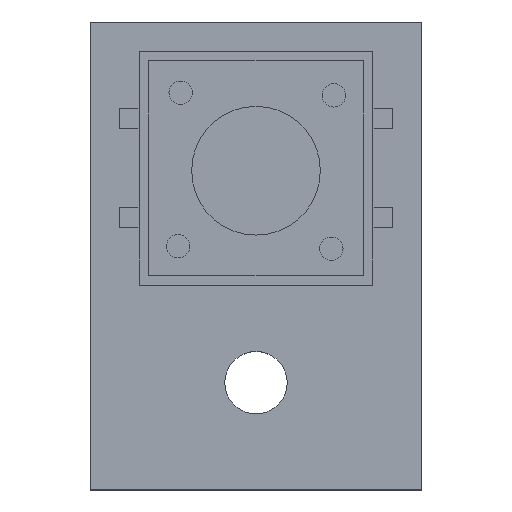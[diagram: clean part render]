
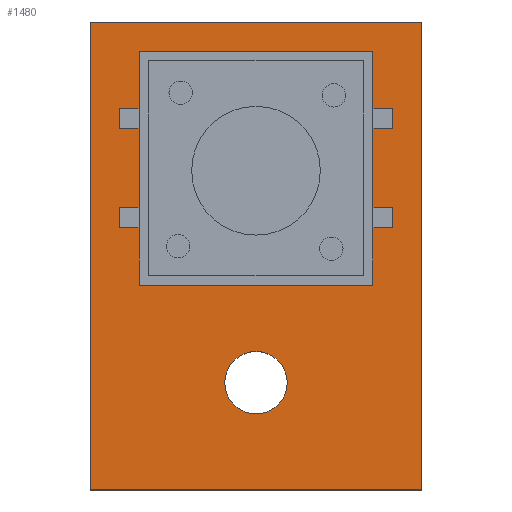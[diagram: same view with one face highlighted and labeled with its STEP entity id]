
A CAD part, top view. The second image highlights one B-rep face of the part: STEP entity #1480.
In plain terms, the highlighted planar face has unit normal (0, 0, 1).
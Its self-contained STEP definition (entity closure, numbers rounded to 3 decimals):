
#20=FACE_BOUND('',#246,.T.);
#21=FACE_BOUND('',#247,.T.);
#85=PLANE('',#1587);
#162=FACE_OUTER_BOUND('',#245,.T.);
#245=EDGE_LOOP('',(#1199,#1200,#1201,#1202));
#246=EDGE_LOOP('',(#1203));
#247=EDGE_LOOP('',(#1204,#1205,#1206,#1207,#1208,#1209,#1210,#1211,#1212,
#1213,#1214,#1215,#1216,#1217,#1218,#1219,#1220,#1221,#1222,#1223));
#289=CIRCLE('',#1588,1.6);
#369=LINE('',#2216,#527);
#373=LINE('',#2224,#531);
#376=LINE('',#2230,#534);
#380=LINE('',#2239,#538);
#384=LINE('',#2247,#542);
#387=LINE('',#2253,#545);
#391=LINE('',#2262,#549);
#395=LINE('',#2270,#553);
#398=LINE('',#2276,#556);
#402=LINE('',#2285,#560);
#406=LINE('',#2293,#564);
#409=LINE('',#2299,#567);
#413=LINE('',#2308,#571);
#414=LINE('',#2310,#572);
#415=LINE('',#2312,#573);
#416=LINE('',#2313,#574);
#417=LINE('',#2316,#575);
#418=LINE('',#2318,#576);
#419=LINE('',#2320,#577);
#420=LINE('',#2321,#578);
#421=LINE('',#2322,#579);
#422=LINE('',#2324,#580);
#423=LINE('',#2326,#581);
#424=LINE('',#2327,#582);
#527=VECTOR('',#1786,10.);
#531=VECTOR('',#1792,10.);
#534=VECTOR('',#1797,10.);
#538=VECTOR('',#1805,10.);
#542=VECTOR('',#1811,10.);
#545=VECTOR('',#1816,10.);
#549=VECTOR('',#1824,10.);
#553=VECTOR('',#1830,10.);
#556=VECTOR('',#1835,10.);
#560=VECTOR('',#1843,10.);
#564=VECTOR('',#1849,10.);
#567=VECTOR('',#1854,10.);
#571=VECTOR('',#1862,10.);
#572=VECTOR('',#1863,10.);
#573=VECTOR('',#1864,10.);
#574=VECTOR('',#1865,10.);
#575=VECTOR('',#1868,10.);
#576=VECTOR('',#1869,10.);
#577=VECTOR('',#1870,10.);
#578=VECTOR('',#1871,10.);
#579=VECTOR('',#1872,10.);
#580=VECTOR('',#1873,10.);
#581=VECTOR('',#1874,10.);
#582=VECTOR('',#1875,10.);
#693=VERTEX_POINT('',#2214);
#694=VERTEX_POINT('',#2215);
#697=VERTEX_POINT('',#2223);
#699=VERTEX_POINT('',#2229);
#701=VERTEX_POINT('',#2237);
#702=VERTEX_POINT('',#2238);
#705=VERTEX_POINT('',#2246);
#707=VERTEX_POINT('',#2252);
#709=VERTEX_POINT('',#2260);
#710=VERTEX_POINT('',#2261);
#713=VERTEX_POINT('',#2269);
#715=VERTEX_POINT('',#2275);
#717=VERTEX_POINT('',#2283);
#718=VERTEX_POINT('',#2284);
#721=VERTEX_POINT('',#2292);
#723=VERTEX_POINT('',#2298);
#725=VERTEX_POINT('',#2306);
#726=VERTEX_POINT('',#2307);
#727=VERTEX_POINT('',#2309);
#728=VERTEX_POINT('',#2311);
#729=VERTEX_POINT('',#2314);
#730=VERTEX_POINT('',#2317);
#731=VERTEX_POINT('',#2319);
#732=VERTEX_POINT('',#2323);
#733=VERTEX_POINT('',#2325);
#853=EDGE_CURVE('',#693,#694,#369,.T.);
#857=EDGE_CURVE('',#694,#697,#373,.T.);
#860=EDGE_CURVE('',#697,#699,#376,.T.);
#864=EDGE_CURVE('',#701,#702,#380,.T.);
#868=EDGE_CURVE('',#702,#705,#384,.T.);
#871=EDGE_CURVE('',#707,#701,#387,.T.);
#875=EDGE_CURVE('',#709,#710,#391,.T.);
#879=EDGE_CURVE('',#710,#713,#395,.T.);
#882=EDGE_CURVE('',#715,#709,#398,.T.);
#886=EDGE_CURVE('',#717,#718,#402,.T.);
#890=EDGE_CURVE('',#718,#721,#406,.T.);
#893=EDGE_CURVE('',#721,#723,#409,.T.);
#897=EDGE_CURVE('',#725,#726,#413,.T.);
#898=EDGE_CURVE('',#726,#727,#414,.T.);
#899=EDGE_CURVE('',#727,#728,#415,.T.);
#900=EDGE_CURVE('',#728,#725,#416,.T.);
#901=EDGE_CURVE('',#729,#729,#289,.T.);
#902=EDGE_CURVE('',#699,#717,#417,.T.);
#903=EDGE_CURVE('',#723,#730,#418,.T.);
#904=EDGE_CURVE('',#730,#731,#419,.T.);
#905=EDGE_CURVE('',#731,#707,#420,.T.);
#906=EDGE_CURVE('',#705,#715,#421,.T.);
#907=EDGE_CURVE('',#713,#732,#422,.T.);
#908=EDGE_CURVE('',#732,#733,#423,.T.);
#909=EDGE_CURVE('',#733,#693,#424,.T.);
#1199=ORIENTED_EDGE('',*,*,#897,.T.);
#1200=ORIENTED_EDGE('',*,*,#898,.T.);
#1201=ORIENTED_EDGE('',*,*,#899,.T.);
#1202=ORIENTED_EDGE('',*,*,#900,.T.);
#1203=ORIENTED_EDGE('',*,*,#901,.T.);
#1204=ORIENTED_EDGE('',*,*,#853,.T.);
#1205=ORIENTED_EDGE('',*,*,#857,.T.);
#1206=ORIENTED_EDGE('',*,*,#860,.T.);
#1207=ORIENTED_EDGE('',*,*,#902,.T.);
#1208=ORIENTED_EDGE('',*,*,#886,.T.);
#1209=ORIENTED_EDGE('',*,*,#890,.T.);
#1210=ORIENTED_EDGE('',*,*,#893,.T.);
#1211=ORIENTED_EDGE('',*,*,#903,.T.);
#1212=ORIENTED_EDGE('',*,*,#904,.T.);
#1213=ORIENTED_EDGE('',*,*,#905,.T.);
#1214=ORIENTED_EDGE('',*,*,#871,.T.);
#1215=ORIENTED_EDGE('',*,*,#864,.T.);
#1216=ORIENTED_EDGE('',*,*,#868,.T.);
#1217=ORIENTED_EDGE('',*,*,#906,.T.);
#1218=ORIENTED_EDGE('',*,*,#882,.T.);
#1219=ORIENTED_EDGE('',*,*,#875,.T.);
#1220=ORIENTED_EDGE('',*,*,#879,.T.);
#1221=ORIENTED_EDGE('',*,*,#907,.T.);
#1222=ORIENTED_EDGE('',*,*,#908,.T.);
#1223=ORIENTED_EDGE('',*,*,#909,.T.);
#1480=ADVANCED_FACE('',(#162,#20,#21),#85,.T.);
#1587=AXIS2_PLACEMENT_3D('',#2305,#1860,#1861);
#1588=AXIS2_PLACEMENT_3D('',#2315,#1866,#1867);
#1786=DIRECTION('',(1.,0.,0.));
#1792=DIRECTION('',(0.,-1.,0.));
#1797=DIRECTION('',(-1.,0.,0.));
#1805=DIRECTION('',(0.,1.,0.));
#1811=DIRECTION('',(1.,0.,0.));
#1816=DIRECTION('',(-1.,0.,0.));
#1824=DIRECTION('',(0.,1.,0.));
#1830=DIRECTION('',(1.,0.,0.));
#1835=DIRECTION('',(-1.,0.,0.));
#1843=DIRECTION('',(1.,0.,0.));
#1849=DIRECTION('',(0.,-1.,0.));
#1854=DIRECTION('',(-1.,0.,0.));
#1860=DIRECTION('center_axis',(0.,0.,1.));
#1861=DIRECTION('ref_axis',(1.,0.,0.));
#1862=DIRECTION('',(-1.,0.,0.));
#1863=DIRECTION('',(0.,-1.,0.));
#1864=DIRECTION('',(1.,0.,0.));
#1865=DIRECTION('',(0.,1.,0.));
#1866=DIRECTION('center_axis',(0.,0.,-1.));
#1867=DIRECTION('ref_axis',(-1.,0.,0.));
#1868=DIRECTION('',(0.,-1.,0.));
#1869=DIRECTION('',(0.,-1.,0.));
#1870=DIRECTION('',(-1.,0.,0.));
#1871=DIRECTION('',(0.,1.,0.));
#1872=DIRECTION('',(0.,1.,0.));
#1873=DIRECTION('',(0.,1.,0.));
#1874=DIRECTION('',(1.,0.,0.));
#1875=DIRECTION('',(0.,-1.,0.));
#2214=CARTESIAN_POINT('',(6.,7.54,1.6));
#2215=CARTESIAN_POINT('',(7.,7.54,1.6));
#2216=CARTESIAN_POINT('',(3.5,7.54,1.6));
#2223=CARTESIAN_POINT('',(7.,6.54,1.6));
#2224=CARTESIAN_POINT('',(7.,3.27,1.6));
#2229=CARTESIAN_POINT('',(6.,6.54,1.6));
#2230=CARTESIAN_POINT('',(3.,6.54,1.6));
#2237=CARTESIAN_POINT('',(-7.,1.46,1.6));
#2238=CARTESIAN_POINT('',(-7.,2.46,1.6));
#2239=CARTESIAN_POINT('',(-7.,1.23,1.6));
#2246=CARTESIAN_POINT('',(-6.,2.46,1.6));
#2247=CARTESIAN_POINT('',(-3.,2.46,1.6));
#2252=CARTESIAN_POINT('',(-6.,1.46,1.6));
#2253=CARTESIAN_POINT('',(-3.5,1.46,1.6));
#2260=CARTESIAN_POINT('',(-7.,6.54,1.6));
#2261=CARTESIAN_POINT('',(-7.,7.54,1.6));
#2262=CARTESIAN_POINT('',(-7.,3.77,1.6));
#2269=CARTESIAN_POINT('',(-6.,7.54,1.6));
#2270=CARTESIAN_POINT('',(-3.,7.54,1.6));
#2275=CARTESIAN_POINT('',(-6.,6.54,1.6));
#2276=CARTESIAN_POINT('',(-3.5,6.54,1.6));
#2283=CARTESIAN_POINT('',(6.,2.46,1.6));
#2284=CARTESIAN_POINT('',(7.,2.46,1.6));
#2285=CARTESIAN_POINT('',(3.5,2.46,1.6));
#2292=CARTESIAN_POINT('',(7.,1.46,1.6));
#2293=CARTESIAN_POINT('',(7.,0.73,1.6));
#2298=CARTESIAN_POINT('',(6.,1.46,1.6));
#2299=CARTESIAN_POINT('',(3.,1.46,1.6));
#2305=CARTESIAN_POINT('Origin',(0.,0.,1.6));
#2306=CARTESIAN_POINT('',(8.5,12.,1.6));
#2307=CARTESIAN_POINT('',(-8.5,12.,1.6));
#2308=CARTESIAN_POINT('',(-8.5,12.,1.6));
#2309=CARTESIAN_POINT('',(-8.5,-12.,1.6));
#2310=CARTESIAN_POINT('',(-8.5,-12.,1.6));
#2311=CARTESIAN_POINT('',(8.5,-12.,1.6));
#2312=CARTESIAN_POINT('',(8.5,-12.,1.6));
#2313=CARTESIAN_POINT('',(8.5,12.,1.6));
#2314=CARTESIAN_POINT('',(1.6,-6.5,1.6));
#2315=CARTESIAN_POINT('Origin',(0.,-6.5,1.6));
#2316=CARTESIAN_POINT('',(6.,-0.75,1.6));
#2317=CARTESIAN_POINT('',(6.,-1.5,1.6));
#2318=CARTESIAN_POINT('',(6.,-0.75,1.6));
#2319=CARTESIAN_POINT('',(-6.,-1.5,1.6));
#2320=CARTESIAN_POINT('',(-3.,-1.5,1.6));
#2321=CARTESIAN_POINT('',(-6.,5.25,1.6));
#2322=CARTESIAN_POINT('',(-6.,5.25,1.6));
#2323=CARTESIAN_POINT('',(-6.,10.5,1.6));
#2324=CARTESIAN_POINT('',(-6.,5.25,1.6));
#2325=CARTESIAN_POINT('',(6.,10.5,1.6));
#2326=CARTESIAN_POINT('',(3.,10.5,1.6));
#2327=CARTESIAN_POINT('',(6.,-0.75,1.6));
